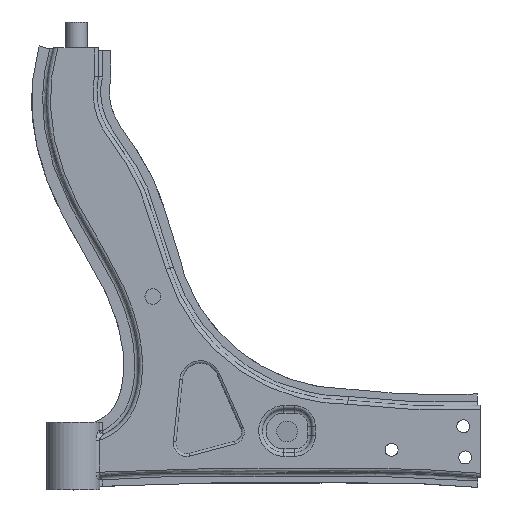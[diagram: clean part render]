
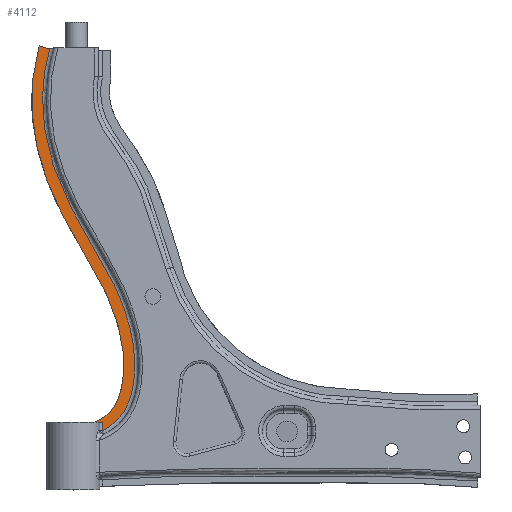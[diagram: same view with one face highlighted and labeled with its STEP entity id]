
A CAD part, top view. The second image highlights one B-rep face of the part: STEP entity #4112.
In plain terms, the highlighted planar face has unit normal (0, 0, 1).
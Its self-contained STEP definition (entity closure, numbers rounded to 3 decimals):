
#2304=CARTESIAN_POINT('Vertex',(-37.845,329.941,-18.)) ;
#2307=CARTESIAN_POINT('Line Origine',(-35.027,329.163,-18.)) ;
#2311=CARTESIAN_POINT('Vertex',(-32.209,328.385,-18.)) ;
#2332=CARTESIAN_POINT('Line Origine',(-12.164,328.385,-18.)) ;
#2336=CARTESIAN_POINT('Vertex',(-29.598,328.385,-18.)) ;
#3791=CARTESIAN_POINT('Vertex',(10.636,40.,-18.)) ;
#3794=CARTESIAN_POINT('Line Origine',(7.49,40.,-18.)) ;
#3798=CARTESIAN_POINT('Vertex',(4.343,40.,-18.)) ;
#3983=CARTESIAN_POINT('Control Point',(-37.845,329.941,-18.)) ;
#3984=CARTESIAN_POINT('Control Point',(-39.159,325.18,-18.)) ;
#3985=CARTESIAN_POINT('Control Point',(-40.291,320.385,-18.)) ;
#3986=CARTESIAN_POINT('Control Point',(-41.237,315.554,-18.)) ;
#3987=CARTESIAN_POINT('Control Point',(-42.745,305.836,-18.)) ;
#3988=CARTESIAN_POINT('Control Point',(-43.475,296.042,-18.)) ;
#3989=CARTESIAN_POINT('Control Point',(-43.643,291.136,-18.)) ;
#3990=CARTESIAN_POINT('Control Point',(-43.597,282.498,-18.)) ;
#3991=CARTESIAN_POINT('Control Point',(-42.961,273.888,-18.)) ;
#3992=CARTESIAN_POINT('Control Point',(-42.577,270.173,-18.)) ;
#3993=CARTESIAN_POINT('Control Point',(-41.224,259.927,-18.)) ;
#3994=CARTESIAN_POINT('Control Point',(-39.092,249.803,-18.)) ;
#3995=CARTESIAN_POINT('Control Point',(-37.434,243.41,-18.)) ;
#3996=CARTESIAN_POINT('Control Point',(-34.663,234.368,-18.)) ;
#3997=CARTESIAN_POINT('Control Point',(-31.396,225.553,-18.)) ;
#3998=CARTESIAN_POINT('Control Point',(-30.368,222.915,-18.)) ;
#3999=CARTESIAN_POINT('Control Point',(-26.826,214.249,-18.)) ;
#4000=CARTESIAN_POINT('Control Point',(-22.874,205.834,-18.)) ;
#4001=CARTESIAN_POINT('Control Point',(-19.948,200.084,-18.)) ;
#4002=CARTESIAN_POINT('Control Point',(-15.863,192.547,-18.)) ;
#4003=CARTESIAN_POINT('Control Point',(-11.645,185.167,-18.)) ;
#4004=CARTESIAN_POINT('Control Point',(-10.586,183.333,-18.)) ;
#4005=CARTESIAN_POINT('Control Point',(-7.918,178.753,-18.)) ;
#4006=CARTESIAN_POINT('Control Point',(-5.233,174.211,-18.)) ;
#4007=CARTESIAN_POINT('Control Point',(-3.648,171.539,-18.)) ;
#4008=CARTESIAN_POINT('Control Point',(2.508,161.119,-18.)) ;
#4009=CARTESIAN_POINT('Control Point',(8.423,150.713,-18.)) ;
#4010=CARTESIAN_POINT('Control Point',(12.53,142.859,-18.)) ;
#4011=CARTESIAN_POINT('Control Point',(17.792,131.228,-18.)) ;
#4012=CARTESIAN_POINT('Control Point',(21.861,119.071,-18.)) ;
#4013=CARTESIAN_POINT('Control Point',(22.978,115.312,-18.)) ;
#4014=CARTESIAN_POINT('Control Point',(24.943,107.711,-18.)) ;
#4015=CARTESIAN_POINT('Control Point',(26.321,99.965,-18.)) ;
#4016=CARTESIAN_POINT('Control Point',(26.852,96.06,-18.)) ;
#4017=CARTESIAN_POINT('Control Point',(27.389,90.184,-18.)) ;
#4018=CARTESIAN_POINT('Control Point',(27.505,84.332,-18.)) ;
#4019=CARTESIAN_POINT('Control Point',(27.495,82.391,-18.)) ;
#4020=CARTESIAN_POINT('Control Point',(27.357,78.011,-18.)) ;
#4021=CARTESIAN_POINT('Control Point',(26.948,73.7,-18.)) ;
#4022=CARTESIAN_POINT('Control Point',(26.631,71.324,-18.)) ;
#4023=CARTESIAN_POINT('Control Point',(25.805,66.635,-18.)) ;
#4024=CARTESIAN_POINT('Control Point',(24.565,62.131,-18.)) ;
#4025=CARTESIAN_POINT('Control Point',(23.834,59.938,-18.)) ;
#4026=CARTESIAN_POINT('Control Point',(22.295,56.134,-18.)) ;
#4027=CARTESIAN_POINT('Control Point',(20.392,52.73,-18.)) ;
#4028=CARTESIAN_POINT('Control Point',(19.458,51.278,-18.)) ;
#4029=CARTESIAN_POINT('Control Point',(17.807,49.066,-18.)) ;
#4030=CARTESIAN_POINT('Control Point',(15.945,47.101,-18.)) ;
#4031=CARTESIAN_POINT('Control Point',(15.192,46.376,-18.)) ;
#4032=CARTESIAN_POINT('Control Point',(13.229,44.659,-18.)) ;
#4033=CARTESIAN_POINT('Control Point',(11.034,43.148,-18.)) ;
#4034=CARTESIAN_POINT('Control Point',(9.627,42.318,-18.)) ;
#4035=CARTESIAN_POINT('Control Point',(7.744,41.361,-18.)) ;
#4036=CARTESIAN_POINT('Control Point',(5.718,40.52,-18.)) ;
#4037=CARTESIAN_POINT('Control Point',(5.265,40.341,-18.)) ;
#4038=CARTESIAN_POINT('Control Point',(4.807,40.167,-18.)) ;
#4039=CARTESIAN_POINT('Control Point',(4.343,40.,-18.)) ;
#4048=CARTESIAN_POINT('Axis2P3D Location',(0.,0.,-18.)) ;
#4054=CARTESIAN_POINT('Control Point',(10.636,33.538,-18.)) ;
#4055=CARTESIAN_POINT('Control Point',(13.809,34.983,-18.)) ;
#4056=CARTESIAN_POINT('Control Point',(16.751,36.706,-18.)) ;
#4057=CARTESIAN_POINT('Control Point',(19.427,38.711,-18.)) ;
#4058=CARTESIAN_POINT('Control Point',(23.589,42.66,-18.)) ;
#4059=CARTESIAN_POINT('Control Point',(26.948,47.364,-18.)) ;
#4060=CARTESIAN_POINT('Control Point',(28.225,49.474,-18.)) ;
#4061=CARTESIAN_POINT('Control Point',(30.695,54.282,-18.)) ;
#4062=CARTESIAN_POINT('Control Point',(32.547,59.513,-18.)) ;
#4063=CARTESIAN_POINT('Control Point',(33.377,62.428,-18.)) ;
#4064=CARTESIAN_POINT('Control Point',(35.054,69.877,-18.)) ;
#4065=CARTESIAN_POINT('Control Point',(35.819,77.64,-18.)) ;
#4066=CARTESIAN_POINT('Control Point',(35.987,82.344,-18.)) ;
#4067=CARTESIAN_POINT('Control Point',(35.779,92.484,-18.)) ;
#4068=CARTESIAN_POINT('Control Point',(34.454,102.565,-18.)) ;
#4069=CARTESIAN_POINT('Control Point',(33.461,107.9,-18.)) ;
#4070=CARTESIAN_POINT('Control Point',(30.666,119.64,-18.)) ;
#4071=CARTESIAN_POINT('Control Point',(26.723,130.935,-18.)) ;
#4072=CARTESIAN_POINT('Control Point',(24.249,137.012,-18.)) ;
#4073=CARTESIAN_POINT('Control Point',(18.167,150.279,-18.)) ;
#4074=CARTESIAN_POINT('Control Point',(11.152,162.958,-18.)) ;
#4075=CARTESIAN_POINT('Control Point',(7.1,169.839,-18.)) ;
#4076=CARTESIAN_POINT('Control Point',(-0.125,181.9,-18.)) ;
#4077=CARTESIAN_POINT('Control Point',(-7.197,194.155,-18.)) ;
#4078=CARTESIAN_POINT('Control Point',(-10.165,199.501,-18.)) ;
#4079=CARTESIAN_POINT('Control Point',(-16.782,212.143,-18.)) ;
#4080=CARTESIAN_POINT('Control Point',(-22.563,225.346,-18.)) ;
#4081=CARTESIAN_POINT('Control Point',(-25.502,233.064,-18.)) ;
#4082=CARTESIAN_POINT('Control Point',(-29.847,246.635,-18.)) ;
#4083=CARTESIAN_POINT('Control Point',(-32.8,260.579,-18.)) ;
#4084=CARTESIAN_POINT('Control Point',(-33.775,266.48,-18.)) ;
#4085=CARTESIAN_POINT('Control Point',(-35.048,277.424,-18.)) ;
#4086=CARTESIAN_POINT('Control Point',(-35.321,288.427,-18.)) ;
#4087=CARTESIAN_POINT('Control Point',(-35.229,293.466,-18.)) ;
#4088=CARTESIAN_POINT('Control Point',(-34.677,302.426,-18.)) ;
#4089=CARTESIAN_POINT('Control Point',(-33.434,311.341,-18.)) ;
#4090=CARTESIAN_POINT('Control Point',(-32.756,315.238,-18.)) ;
#4091=CARTESIAN_POINT('Control Point',(-31.721,320.208,-18.)) ;
#4092=CARTESIAN_POINT('Control Point',(-30.476,325.147,-18.)) ;
#4093=CARTESIAN_POINT('Control Point',(-30.194,326.228,-18.)) ;
#4094=CARTESIAN_POINT('Control Point',(-29.9,327.309,-18.)) ;
#4095=CARTESIAN_POINT('Control Point',(-29.598,328.385,-18.)) ;
#4096=CARTESIAN_POINT('Vertex',(10.636,33.538,-18.)) ;
#4099=CARTESIAN_POINT('Line Origine',(10.636,177.471,-18.)) ;
#2308=DIRECTION('Vector Direction',(0.964,-0.266,0.)) ;
#2333=DIRECTION('Vector Direction',(-1.,0.,0.)) ;
#3795=DIRECTION('Vector Direction',(1.,0.,0.)) ;
#4049=DIRECTION('Axis2P3D Direction',(-0.,0.,1.)) ;
#4050=DIRECTION('Axis2P3D XDirection',(1.,0.,0.)) ;
#4100=DIRECTION('Vector Direction',(0.,1.,0.)) ;
#4051=AXIS2_PLACEMENT_3D('Plane Axis2P3D',#4048,#4049,#4050) ;
#4105=ORIENTED_EDGE('',*,*,#4098,.F.) ;
#4106=ORIENTED_EDGE('',*,*,#2338,.T.) ;
#4107=ORIENTED_EDGE('',*,*,#2313,.F.) ;
#4108=ORIENTED_EDGE('',*,*,#4040,.T.) ;
#4109=ORIENTED_EDGE('',*,*,#3800,.T.) ;
#4110=ORIENTED_EDGE('',*,*,#4103,.F.) ;
#2309=VECTOR('Line Direction',#2308,1.) ;
#2334=VECTOR('Line Direction',#2333,1.) ;
#3796=VECTOR('Line Direction',#3795,1.) ;
#4101=VECTOR('Line Direction',#4100,1.) ;
#4112=ADVANCED_FACE('PartBody',(#4111),#4052,.T.) ;
#3982=B_SPLINE_CURVE_WITH_KNOTS('',5,(#3983,#3984,#3985,#3986,#3987,#3988,#3989,#3990,#3991,#3992,#3993,#3994,#3995,#3996,#3997,#3998,#3999,#4000,#4001,#4002,#4003,#4004,#4005,#4006,#4007,#4008,#4009,#4010,#4011,#4012,#4013,#4014,#4015,#4016,#4017,#4018,#4019,#4020,#4021,#4022,#4023,#4024,#4025,#4026,#4027,#4028,#4029,#4030,#4031,#4032,#4033,#4034,#4035,#4036,#4037,#4038,#4039),.UNSPECIFIED.,.F.,.U.,(6,3,3,3,3,3,3,3,3,3,3,3,3,3,3,3,3,3,6),(0.,41.28,82.56,113.97,169.586,193.596,248.965,267.342,295.01,373.191,407.617,442.043,459.168,480.74,502.311,519.728,530.606,546.981,551.607),.UNSPECIFIED.) ;
#4053=B_SPLINE_CURVE_WITH_KNOTS('',5,(#4054,#4055,#4056,#4057,#4058,#4059,#4060,#4061,#4062,#4063,#4064,#4065,#4066,#4067,#4068,#4069,#4070,#4071,#4072,#4073,#4074,#4075,#4076,#4077,#4078,#4079,#4080,#4081,#4082,#4083,#4084,#4085,#4086,#4087,#4088,#4089,#4090,#4091,#4092,#4093,#4094,#4095),.UNSPECIFIED.,.F.,.U.,(6,3,3,3,3,3,3,3,3,3,3,3,3,6),(123.151,148.781,167.506,189.378,222.137,259.795,306.232,363.633,407.06,464.424,505.893,540.9,568.235,575.907),.UNSPECIFIED.) ;
#2313=EDGE_CURVE('',#2305,#2312,#2310,.T.) ;
#2338=EDGE_CURVE('',#2337,#2312,#2335,.T.) ;
#3800=EDGE_CURVE('',#3799,#3792,#3797,.T.) ;
#4040=EDGE_CURVE('',#2305,#3799,#3982,.T.) ;
#4098=EDGE_CURVE('',#2337,#4097,#4053,.F.) ;
#4103=EDGE_CURVE('',#4097,#3792,#4102,.T.) ;
#4104=EDGE_LOOP('',(#4105,#4106,#4107,#4108,#4109,#4110)) ;
#4111=FACE_OUTER_BOUND('',#4104,.T.) ;
#2310=LINE('Line',#2307,#2309) ;
#2335=LINE('Line',#2332,#2334) ;
#3797=LINE('Line',#3794,#3796) ;
#4102=LINE('Line',#4099,#4101) ;
#4052=PLANE('',#4051) ;
#2305=VERTEX_POINT('',#2304) ;
#2312=VERTEX_POINT('',#2311) ;
#2337=VERTEX_POINT('',#2336) ;
#3792=VERTEX_POINT('',#3791) ;
#3799=VERTEX_POINT('',#3798) ;
#4097=VERTEX_POINT('',#4096) ;
